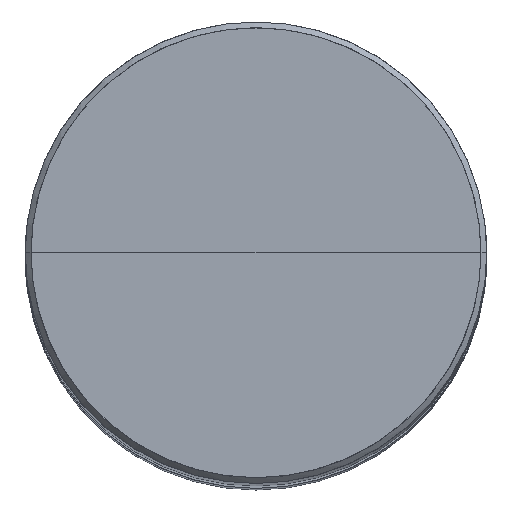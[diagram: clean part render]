
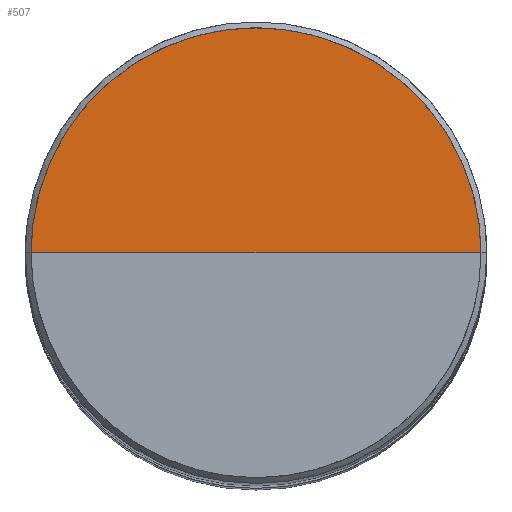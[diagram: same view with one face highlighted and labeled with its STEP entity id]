
A CAD part, top view. The second image highlights one B-rep face of the part: STEP entity #507.
In plain terms, the highlighted free-form (B-spline) face has degree [1, 2] with [2, 5] control points.
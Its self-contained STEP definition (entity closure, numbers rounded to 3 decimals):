
#115=CARTESIAN_POINT('',(-7.8,0.,49.254));
#119=CARTESIAN_POINT('',(7.8,0.,49.254));
#120=CARTESIAN_POINT('',(0.,0.,49.254));
#133=CARTESIAN_POINT('',(7.8,7.8,49.254));
#134=CARTESIAN_POINT('',(0.,7.8,49.254));
#135=CARTESIAN_POINT('',(-7.8,7.8,49.254));
#492=(
BOUNDED_SURFACE()
B_SPLINE_SURFACE(1,2,(
(#119,#133,#134,#135,#115),
(#120,#120,#120,#120,#120)
), .UNSPECIFIED.,.F.,.F.,.F.)
B_SPLINE_SURFACE_WITH_KNOTS((2,2),(3,2,3),(
0.,1.),(
0.,0.5,1.), .UNSPECIFIED.)
GEOMETRIC_REPRESENTATION_ITEM()
RATIONAL_B_SPLINE_SURFACE(((1.,0.707,1.,0.707,1.),
(1.,0.707,1.,0.707,1.)
))
REPRESENTATION_ITEM('')
SURFACE()
);
#493=(
BOUNDED_CURVE()
B_SPLINE_CURVE(2,(#115,#135,#134,#133,#119),.UNSPECIFIED.,.F.,.F.)
B_SPLINE_CURVE_WITH_KNOTS((3,2,3),
(0.,0.5,1.),.UNSPECIFIED.)
CURVE()
GEOMETRIC_REPRESENTATION_ITEM()
RATIONAL_B_SPLINE_CURVE((1.,0.707,1.,0.707,1.))
REPRESENTATION_ITEM('')
);
#494=(
BOUNDED_CURVE()
B_SPLINE_CURVE(1,(#119,#120),.UNSPECIFIED.,.F.,.F.)
B_SPLINE_CURVE_WITH_KNOTS((2,2),
(0.,1.),.UNSPECIFIED.)
CURVE()
GEOMETRIC_REPRESENTATION_ITEM()
RATIONAL_B_SPLINE_CURVE((1.,1.))
REPRESENTATION_ITEM('')
);
#495=(
BOUNDED_CURVE()
B_SPLINE_CURVE(1,(#120,#115),.UNSPECIFIED.,.F.,.F.)
B_SPLINE_CURVE_WITH_KNOTS((2,2),
(0.,1.),.UNSPECIFIED.)
CURVE()
GEOMETRIC_REPRESENTATION_ITEM()
RATIONAL_B_SPLINE_CURVE((1.,1.))
REPRESENTATION_ITEM('')
);
#496=VERTEX_POINT('',#115);
#497=VERTEX_POINT('',#119);
#498=VERTEX_POINT('',#120);
#499=EDGE_CURVE('',#496,#497,#493,.T.);
#500=EDGE_CURVE('',#497,#498,#494,.T.);
#501=EDGE_CURVE('',#498,#496,#495,.T.);
#502=ORIENTED_EDGE('',*,*,#499,.T.);
#503=ORIENTED_EDGE('',*,*,#500,.T.);
#504=ORIENTED_EDGE('',*,*,#501,.T.);
#505=EDGE_LOOP('',(#502,#503,#504));
#506=FACE_OUTER_BOUND('',#505,.T.);
#507=ADVANCED_FACE('',(#506),#492,.T.);
